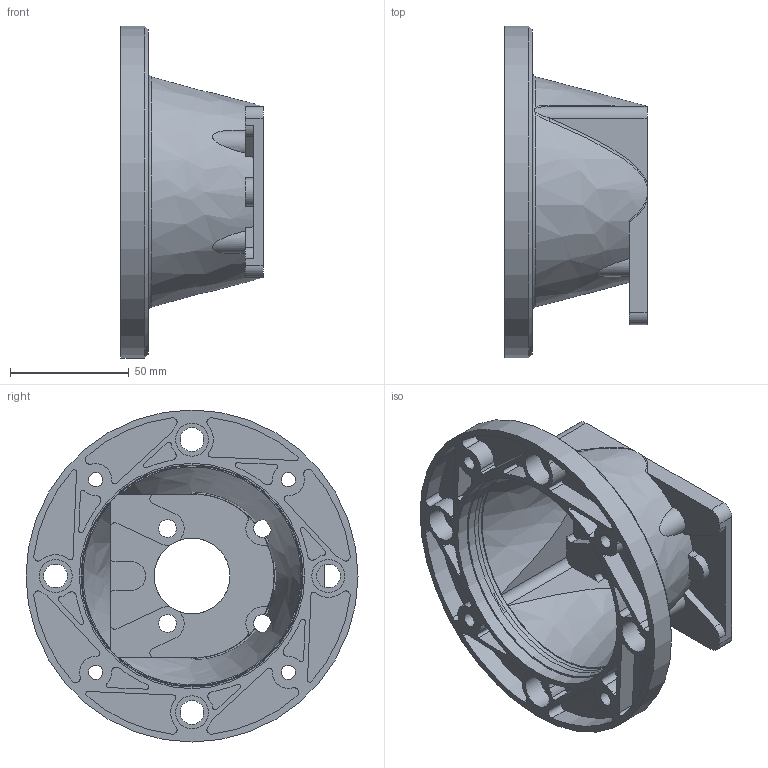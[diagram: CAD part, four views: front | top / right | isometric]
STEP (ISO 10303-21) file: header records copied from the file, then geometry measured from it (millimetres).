
FILE_DESCRIPTION(('STEP AP203'),'2;1');
FILE_NAME('LBS18.stp','2005-07-21T17:19:15',(''),(''),'9.0.0','THINKDESIGN','');
FILE_SCHEMA(('CONFIG_CONTROL_DESIGN'));
Length unit declared in the file: millimetre
Bounding box: 60 x 140 x 140 mm (x, y, z)
Volume: 115592.6 mm3; surface area: 74580.9 mm2
Topology: 1 solids, 1 shells, 281 faces, 812 edges, 554 vertices
Faces by surface type: cylinder 155, plane 91, bspline 35
Full cylindrical faces by diameter (mm): 6 x4, 7.5 x4, 10 x4, 14 x4, 32 x1, 93 x1, 95 x1, 100 x1, 140 x1
Entity records: 12156 total; most frequent: CARTESIAN_POINT 4402, DIRECTION 1660, ORIENTED_EDGE 1624, EDGE_CURVE 812, AXIS2_PLACEMENT_3D 677, VERTEX_POINT 554, CIRCLE 431, EDGE_LOOP 328
